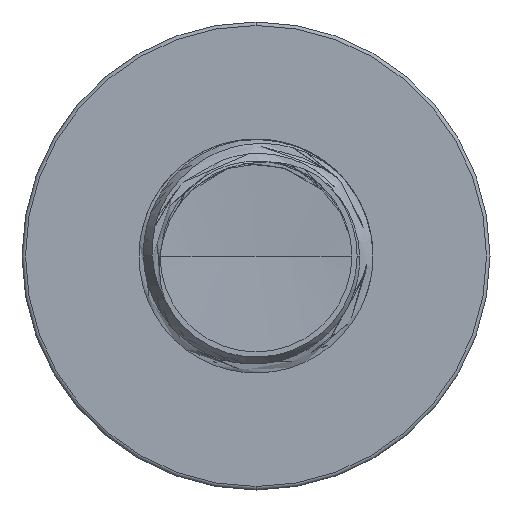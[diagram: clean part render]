
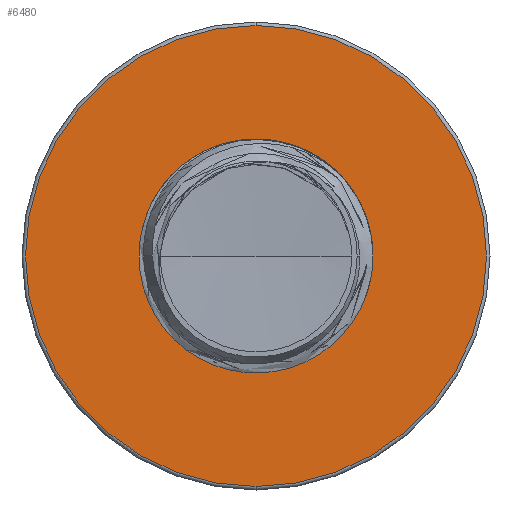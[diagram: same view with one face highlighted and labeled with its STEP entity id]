
A CAD part, front view. The second image highlights one B-rep face of the part: STEP entity #6480.
In plain terms, the highlighted planar face has unit normal (0, -1, 0).
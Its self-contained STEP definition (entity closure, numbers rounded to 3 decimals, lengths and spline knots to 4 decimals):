
#859 = EDGE_CURVE ( 'NONE', #34514, #23439, #7304, .T. ) ;
#2603 = EDGE_CURVE ( 'NONE', #23439, #34514, #12295, .T. ) ;
#2622 = CARTESIAN_POINT ( 'NONE',  ( 0., 15., 0. ) ) ;
#2902 = DIRECTION ( 'NONE',  ( 0., 0., -1. ) ) ;
#3272 = DIRECTION ( 'NONE',  ( 0., 0., -1. ) ) ;
#3296 = EDGE_LOOP ( 'NONE', ( #13156, #32479 ) ) ;
#3314 = DIRECTION ( 'NONE',  ( 0., -1., 0. ) ) ;
#3357 = CARTESIAN_POINT ( 'NONE',  ( 0., 15., 0. ) ) ;
#4967 = VERTEX_POINT ( 'NONE', #14975 ) ;
#5957 = DIRECTION ( 'NONE',  ( 0., 0., -1. ) ) ;
#6480 = ADVANCED_FACE ( 'NONE', ( #30044, #14615 ), #40380, .T. ) ;
#7304 = CIRCLE ( 'NONE', #13226, 1.9709 ) ;
#8465 = AXIS2_PLACEMENT_3D ( 'NONE', #27712, #21848, #2902 ) ;
#9228 = DIRECTION ( 'NONE',  ( 0., -1., 0. ) ) ;
#9369 = VERTEX_POINT ( 'NONE', #13404 ) ;
#9426 = CIRCLE ( 'NONE', #11337, 3.94 ) ;
#10010 = CARTESIAN_POINT ( 'NONE',  ( 0., 15., -1.9709 ) ) ;
#11337 = AXIS2_PLACEMENT_3D ( 'NONE', #2622, #24708, #5957 ) ;
#12295 = CIRCLE ( 'NONE', #22537, 1.9709 ) ;
#13156 = ORIENTED_EDGE ( 'NONE', *, *, #2603, .F. ) ;
#13226 = AXIS2_PLACEMENT_3D ( 'NONE', #17262, #9228, #17440 ) ;
#13404 = CARTESIAN_POINT ( 'NONE',  ( 0., 15., 3.94 ) ) ;
#13412 = AXIS2_PLACEMENT_3D ( 'NONE', #15941, #37544, #19037 ) ;
#14615 = FACE_BOUND ( 'NONE', #3296, .T. ) ;
#14975 = CARTESIAN_POINT ( 'NONE',  ( 0., 15., -3.94 ) ) ;
#15554 = ORIENTED_EDGE ( 'NONE', *, *, #37934, .T. ) ;
#15941 = CARTESIAN_POINT ( 'NONE',  ( 0., 15., 0. ) ) ;
#17262 = CARTESIAN_POINT ( 'NONE',  ( 0., 15., 0. ) ) ;
#17440 = DIRECTION ( 'NONE',  ( 0., 0., -1. ) ) ;
#18430 = ORIENTED_EDGE ( 'NONE', *, *, #37754, .T. ) ;
#19037 = DIRECTION ( 'NONE',  ( 0., 0., -1. ) ) ;
#21848 = DIRECTION ( 'NONE',  ( 0., -1., 0. ) ) ;
#22537 = AXIS2_PLACEMENT_3D ( 'NONE', #3357, #3314, #3272 ) ;
#23439 = VERTEX_POINT ( 'NONE', #10010 ) ;
#24708 = DIRECTION ( 'NONE',  ( 0., -1., 0. ) ) ;
#27712 = CARTESIAN_POINT ( 'NONE',  ( 0., 15., 1.9709 ) ) ;
#30044 = FACE_OUTER_BOUND ( 'NONE', #32339, .T. ) ;
#32339 = EDGE_LOOP ( 'NONE', ( #15554, #18430 ) ) ;
#32479 = ORIENTED_EDGE ( 'NONE', *, *, #859, .F. ) ;
#33162 = CIRCLE ( 'NONE', #13412, 3.94 ) ;
#34514 = VERTEX_POINT ( 'NONE', #37979 ) ;
#37544 = DIRECTION ( 'NONE',  ( 0., -1., 0. ) ) ;
#37754 = EDGE_CURVE ( 'NONE', #9369, #4967, #9426, .T. ) ;
#37934 = EDGE_CURVE ( 'NONE', #4967, #9369, #33162, .T. ) ;
#37979 = CARTESIAN_POINT ( 'NONE',  ( 0., 15., 1.9709 ) ) ;
#40380 = PLANE ( 'NONE',  #8465 ) ;
